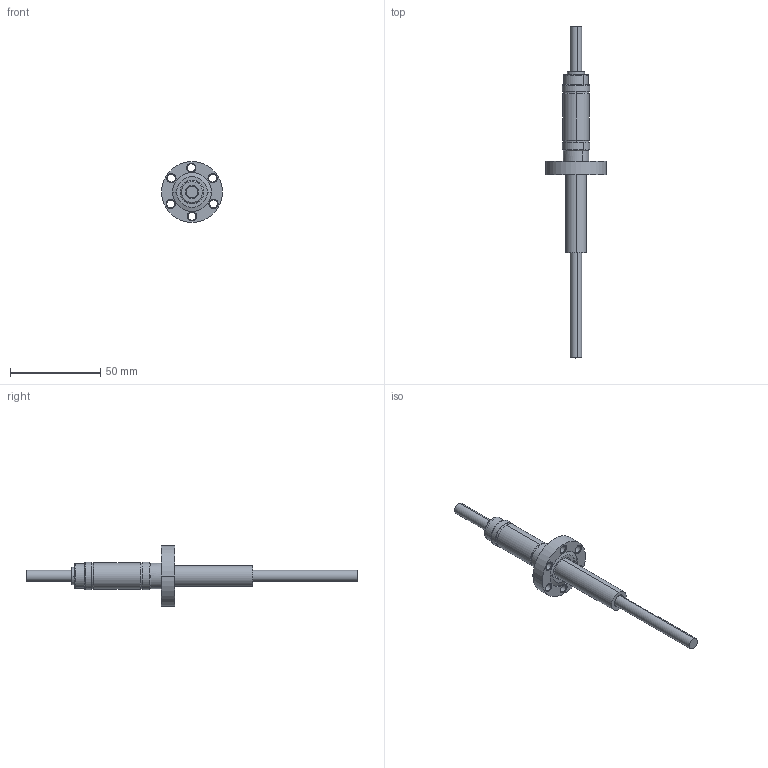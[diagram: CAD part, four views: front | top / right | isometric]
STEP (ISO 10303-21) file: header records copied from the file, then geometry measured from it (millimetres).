
FILE_DESCRIPTION (( 'STEP AP203' ), '1' );
FILE_NAME ('A0549-1-CF.STEP', '2013-06-10T13:38:53', ( '' ), ( '' ), 'SwSTEP 2.0', 'SolidWorks 2012', '' );
FILE_SCHEMA (( 'CONFIG_CONTROL_DESIGN' ));
Length unit declared in the file: inch
Products named in the file (1): A0549-1-CF
Bounding box: 33.78 x 184.15 x 33.78 mm (x, y, z)
Volume: 19382.6 mm3; surface area: 14221.6 mm2
Topology: 1 solids, 1 shells, 109 faces, 234 edges, 138 vertices
Faces by surface type: cylinder 48, cone 40, plane 13, torus 8
Entity records: 3065 total; most frequent: DIRECTION 600, CARTESIAN_POINT 482, ORIENTED_EDGE 468, AXIS2_PLACEMENT_3D 256, EDGE_CURVE 234, CIRCLE 146, VERTEX_POINT 138, EDGE_LOOP 132
